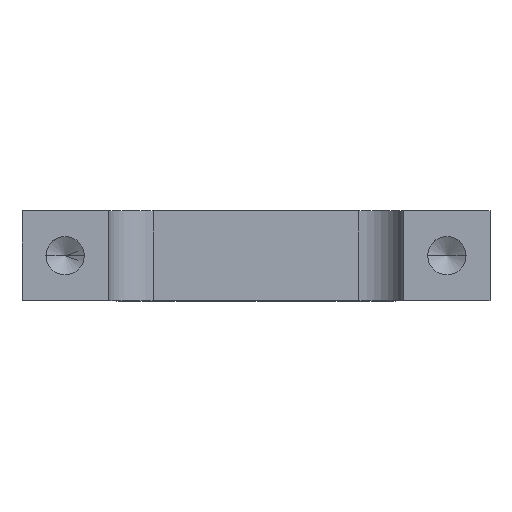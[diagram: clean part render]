
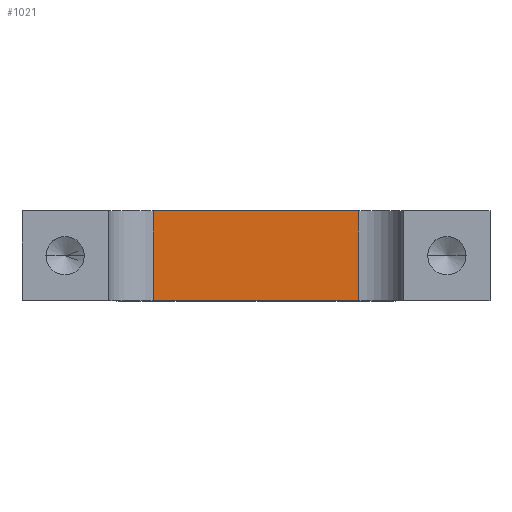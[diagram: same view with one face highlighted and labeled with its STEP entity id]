
A CAD part, top view. The second image highlights one B-rep face of the part: STEP entity #1021.
In plain terms, the highlighted planar face has unit normal (0, 0, 1).
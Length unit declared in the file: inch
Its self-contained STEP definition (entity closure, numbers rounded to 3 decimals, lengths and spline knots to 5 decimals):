
#22 = CARTESIAN_POINT ( 'NONE',  ( 0.2856, 0., 0.55 ) ) ;
#50 = CARTESIAN_POINT ( 'NONE',  ( -0.2856, 0.25, 0.55 ) ) ;
#144 = ORIENTED_EDGE ( 'NONE', *, *, #949, .T. ) ;
#243 = DIRECTION ( 'NONE',  ( 0., 1., 0. ) ) ;
#305 = CARTESIAN_POINT ( 'NONE',  ( -0.4106, 0.25, 0.55 ) ) ;
#333 = DIRECTION ( 'NONE',  ( 1., 0., 0. ) ) ;
#442 = CARTESIAN_POINT ( 'NONE',  ( 0.2856, 0.25, 0.55 ) ) ;
#467 = CARTESIAN_POINT ( 'NONE',  ( -0.4106, 0., 0.55 ) ) ;
#477 = EDGE_CURVE ( 'NONE', #1306, #488, #1750, .T. ) ;
#488 = VERTEX_POINT ( 'NONE', #1112 ) ;
#512 = DIRECTION ( 'NONE',  ( 1., 0., 0. ) ) ;
#533 = VERTEX_POINT ( 'NONE', #1012 ) ;
#719 = ORIENTED_EDGE ( 'NONE', *, *, #477, .T. ) ;
#758 = AXIS2_PLACEMENT_3D ( 'NONE', #1448, #1406, #1404 ) ;
#764 = EDGE_CURVE ( 'NONE', #1306, #533, #1724, .T. ) ;
#949 = EDGE_CURVE ( 'NONE', #1330, #533, #1713, .T. ) ;
#1012 = CARTESIAN_POINT ( 'NONE',  ( 0.2856, 0.25, 0.55 ) ) ;
#1021 = ADVANCED_FACE ( 'NONE', ( #1372 ), #1412, .F. ) ;
#1031 = VECTOR ( 'NONE', #512, 39.37008 ) ;
#1112 = CARTESIAN_POINT ( 'NONE',  ( -0.2856, 0., 0.55 ) ) ;
#1123 = ORIENTED_EDGE ( 'NONE', *, *, #764, .F. ) ;
#1138 = DIRECTION ( 'NONE',  ( 0., -1., 0. ) ) ;
#1181 = CARTESIAN_POINT ( 'NONE',  ( -0.2856, 0., 0.55 ) ) ;
#1214 = EDGE_CURVE ( 'NONE', #488, #1330, #1721, .T. ) ;
#1244 = VECTOR ( 'NONE', #1138, 39.37008 ) ;
#1306 = VERTEX_POINT ( 'NONE', #50 ) ;
#1330 = VERTEX_POINT ( 'NONE', #22 ) ;
#1372 = FACE_OUTER_BOUND ( 'NONE', #1517, .T. ) ;
#1404 = DIRECTION ( 'NONE',  ( -1., 0., 0. ) ) ;
#1406 = DIRECTION ( 'NONE',  ( 0., 0., -1. ) ) ;
#1412 = PLANE ( 'NONE',  #758 ) ;
#1448 = CARTESIAN_POINT ( 'NONE',  ( -0.4106, 0.25, 0.55 ) ) ;
#1517 = EDGE_LOOP ( 'NONE', ( #1572, #144, #1123, #719 ) ) ;
#1572 = ORIENTED_EDGE ( 'NONE', *, *, #1214, .T. ) ;
#1673 = VECTOR ( 'NONE', #243, 39.37008 ) ;
#1682 = VECTOR ( 'NONE', #333, 39.37008 ) ;
#1713 = LINE ( 'NONE', #442, #1673 ) ;
#1721 = LINE ( 'NONE', #467, #1031 ) ;
#1724 = LINE ( 'NONE', #305, #1682 ) ;
#1750 = LINE ( 'NONE', #1181, #1244 ) ;
